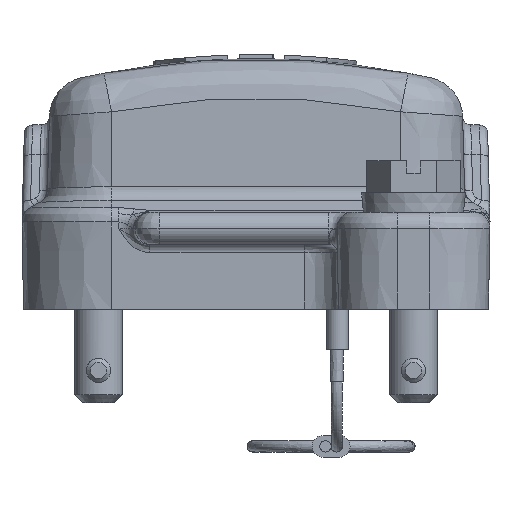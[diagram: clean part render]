
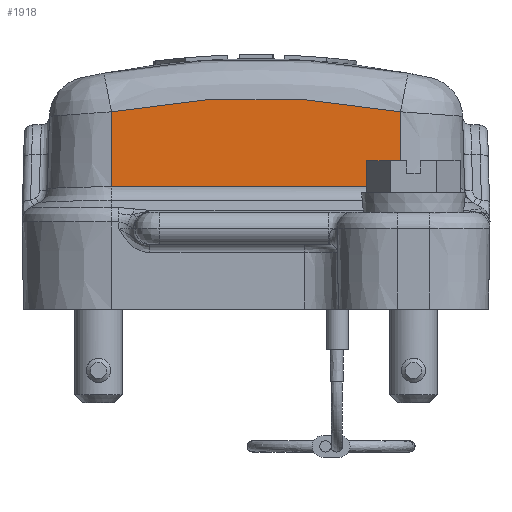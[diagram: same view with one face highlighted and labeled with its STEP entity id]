
A CAD part, left-side view. The second image highlights one B-rep face of the part: STEP entity #1918.
In plain terms, the highlighted planar face has unit normal (-1, 0, 0.026).
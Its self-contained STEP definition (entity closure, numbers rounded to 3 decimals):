
#1391=PLANE('',#8234);
#1582=B_SPLINE_CURVE_WITH_KNOTS('',3,(#14122,#14123,#14124,#14125,#14126),
 .UNSPECIFIED.,.F.,.F.,(4,1,4),(0.,0.5,1.),.UNSPECIFIED.);
#1918=ADVANCED_FACE('',(#2388),#1391,.T.);
#2388=FACE_OUTER_BOUND('',#2833,.T.);
#2833=EDGE_LOOP('',(#5084,#5085,#5086,#5087));
#3393=LINE('',#12344,#3821);
#3548=LINE('',#14385,#3976);
#3549=LINE('',#14387,#3977);
#3821=VECTOR('',#8790,1.);
#3976=VECTOR('',#9349,1.);
#3977=VECTOR('',#9352,1.);
#5084=ORIENTED_EDGE('',*,*,#7203,.T.);
#5085=ORIENTED_EDGE('',*,*,#7202,.T.);
#5086=ORIENTED_EDGE('',*,*,#7189,.T.);
#5087=ORIENTED_EDGE('',*,*,#6908,.F.);
#6245=VERTEX_POINT('',#12343);
#6246=VERTEX_POINT('',#12345);
#6435=VERTEX_POINT('',#14120);
#6439=VERTEX_POINT('',#14382);
#6908=EDGE_CURVE('',#6245,#6246,#3393,.T.);
#7189=EDGE_CURVE('',#6435,#6246,#1582,.T.);
#7202=EDGE_CURVE('',#6439,#6435,#3548,.T.);
#7203=EDGE_CURVE('',#6245,#6439,#3549,.T.);
#8234=AXIS2_PLACEMENT_3D('',#14388,#9353,#9354);
#8790=DIRECTION('',(0.026,0.,1.));
#9349=DIRECTION('',(0.026,0.,1.));
#9352=DIRECTION('',(0.,-1.,0.));
#9353=DIRECTION('',(-1.,0.,0.026));
#9354=DIRECTION('',(-0.026,0.,-1.));
#12343=CARTESIAN_POINT('',(-44.418,17.9,15.137));
#12344=CARTESIAN_POINT('',(-44.418,17.9,15.137));
#12345=CARTESIAN_POINT('',(-44.175,17.9,24.429));
#14120=CARTESIAN_POINT('',(-44.175,-17.9,24.429));
#14122=CARTESIAN_POINT('',(-44.175,-17.9,24.429));
#14123=CARTESIAN_POINT('',(-44.145,-12.006,25.56));
#14124=CARTESIAN_POINT('',(-44.115,0.,26.702));
#14125=CARTESIAN_POINT('',(-44.145,12.006,25.56));
#14126=CARTESIAN_POINT('',(-44.175,17.9,24.429));
#14382=CARTESIAN_POINT('',(-44.418,-17.9,15.138));
#14385=CARTESIAN_POINT('',(-44.418,-17.9,15.137));
#14387=CARTESIAN_POINT('',(-44.418,17.9,15.137));
#14388=CARTESIAN_POINT('',(-44.109,17.93,26.915));
